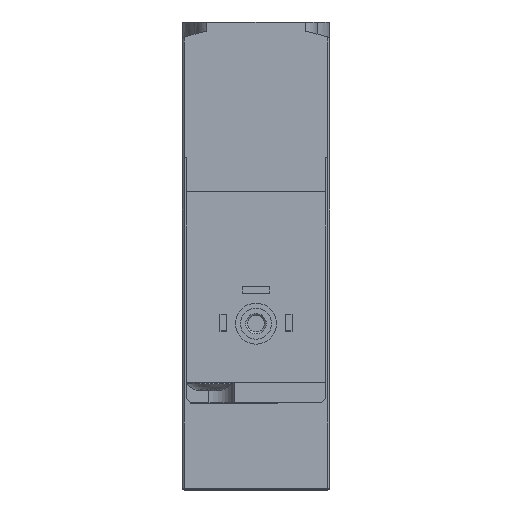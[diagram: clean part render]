
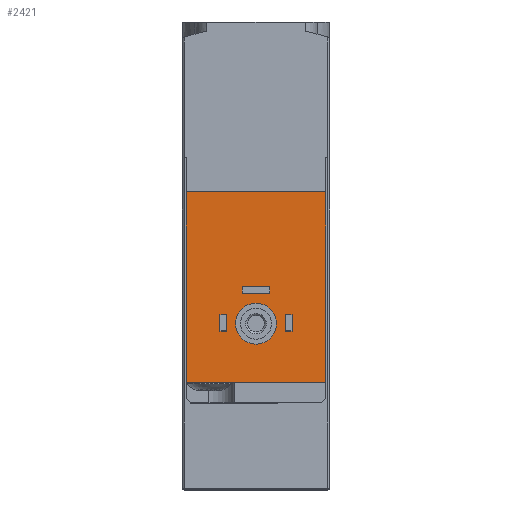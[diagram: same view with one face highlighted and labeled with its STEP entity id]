
A CAD part, top view. The second image highlights one B-rep face of the part: STEP entity #2421.
In plain terms, the highlighted face is planar.
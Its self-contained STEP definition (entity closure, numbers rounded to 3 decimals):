
#87=PLANE('',#2670);
#236=CIRCLE('',#2671,2.5);
#517=ORIENTED_EDGE('',*,*,#1106,.F.);
#518=ORIENTED_EDGE('',*,*,#1107,.T.);
#519=ORIENTED_EDGE('',*,*,#1108,.T.);
#520=ORIENTED_EDGE('',*,*,#1109,.T.);
#521=ORIENTED_EDGE('',*,*,#1110,.T.);
#522=ORIENTED_EDGE('',*,*,#1111,.T.);
#523=ORIENTED_EDGE('',*,*,#1112,.T.);
#524=ORIENTED_EDGE('',*,*,#1113,.T.);
#525=ORIENTED_EDGE('',*,*,#1114,.T.);
#526=ORIENTED_EDGE('',*,*,#1115,.T.);
#527=ORIENTED_EDGE('',*,*,#1116,.T.);
#528=ORIENTED_EDGE('',*,*,#1117,.T.);
#529=ORIENTED_EDGE('',*,*,#1118,.T.);
#530=ORIENTED_EDGE('',*,*,#1074,.T.);
#531=ORIENTED_EDGE('',*,*,#1119,.T.);
#532=ORIENTED_EDGE('',*,*,#1087,.T.);
#533=ORIENTED_EDGE('',*,*,#1120,.T.);
#1074=EDGE_CURVE('',#1383,#1381,#1552,.T.);
#1087=EDGE_CURVE('',#1395,#1394,#1565,.T.);
#1106=EDGE_CURVE('',#1412,#1412,#236,.F.);
#1107=EDGE_CURVE('',#1413,#1414,#1577,.T.);
#1108=EDGE_CURVE('',#1414,#1415,#1578,.T.);
#1109=EDGE_CURVE('',#1415,#1416,#1579,.T.);
#1110=EDGE_CURVE('',#1416,#1413,#1580,.T.);
#1111=EDGE_CURVE('',#1417,#1418,#1581,.T.);
#1112=EDGE_CURVE('',#1418,#1419,#1582,.T.);
#1113=EDGE_CURVE('',#1419,#1420,#1583,.T.);
#1114=EDGE_CURVE('',#1420,#1417,#1584,.T.);
#1115=EDGE_CURVE('',#1421,#1422,#1585,.T.);
#1116=EDGE_CURVE('',#1422,#1423,#1586,.T.);
#1117=EDGE_CURVE('',#1423,#1424,#1587,.T.);
#1118=EDGE_CURVE('',#1424,#1421,#1588,.T.);
#1119=EDGE_CURVE('',#1381,#1395,#1589,.T.);
#1120=EDGE_CURVE('',#1394,#1383,#1590,.T.);
#1381=VERTEX_POINT('',#3986);
#1383=VERTEX_POINT('',#3989);
#1394=VERTEX_POINT('',#4013);
#1395=VERTEX_POINT('',#4015);
#1412=VERTEX_POINT('',#4073);
#1413=VERTEX_POINT('',#4075);
#1414=VERTEX_POINT('',#4076);
#1415=VERTEX_POINT('',#4078);
#1416=VERTEX_POINT('',#4080);
#1417=VERTEX_POINT('',#4083);
#1418=VERTEX_POINT('',#4084);
#1419=VERTEX_POINT('',#4086);
#1420=VERTEX_POINT('',#4088);
#1421=VERTEX_POINT('',#4091);
#1422=VERTEX_POINT('',#4092);
#1423=VERTEX_POINT('',#4094);
#1424=VERTEX_POINT('',#4096);
#1552=LINE('',#3988,#1732);
#1565=LINE('',#4014,#1745);
#1577=LINE('',#4074,#1757);
#1578=LINE('',#4077,#1758);
#1579=LINE('',#4079,#1759);
#1580=LINE('',#4081,#1760);
#1581=LINE('',#4082,#1761);
#1582=LINE('',#4085,#1762);
#1583=LINE('',#4087,#1763);
#1584=LINE('',#4089,#1764);
#1585=LINE('',#4090,#1765);
#1586=LINE('',#4093,#1766);
#1587=LINE('',#4095,#1767);
#1588=LINE('',#4097,#1768);
#1589=LINE('',#4098,#1769);
#1590=LINE('',#4099,#1770);
#1732=VECTOR('',#3078,1000.);
#1745=VECTOR('',#3093,1000.);
#1757=VECTOR('',#3121,1000.);
#1758=VECTOR('',#3122,1000.);
#1759=VECTOR('',#3123,1000.);
#1760=VECTOR('',#3124,1000.);
#1761=VECTOR('',#3125,1000.);
#1762=VECTOR('',#3126,1000.);
#1763=VECTOR('',#3127,1000.);
#1764=VECTOR('',#3128,1000.);
#1765=VECTOR('',#3129,1000.);
#1766=VECTOR('',#3130,1000.);
#1767=VECTOR('',#3131,1000.);
#1768=VECTOR('',#3132,1000.);
#1769=VECTOR('',#3133,1000.);
#1770=VECTOR('',#3134,1000.);
#1964=EDGE_LOOP('',(#517));
#1965=EDGE_LOOP('',(#518,#519,#520,#521));
#1966=EDGE_LOOP('',(#522,#523,#524,#525));
#1967=EDGE_LOOP('',(#526,#527,#528,#529));
#1968=EDGE_LOOP('',(#530,#531,#532,#533));
#2181=FACE_BOUND('',#1964,.T.);
#2182=FACE_BOUND('',#1965,.T.);
#2183=FACE_BOUND('',#1966,.T.);
#2184=FACE_BOUND('',#1967,.T.);
#2185=FACE_BOUND('',#1968,.T.);
#2421=ADVANCED_FACE('',(#2181,#2182,#2183,#2184,#2185),#87,.F.);
#2670=AXIS2_PLACEMENT_3D('',#4071,#3117,#3118);
#2671=AXIS2_PLACEMENT_3D('',#4072,#3119,#3120);
#3078=DIRECTION('',(0.,-1.,0.));
#3093=DIRECTION('',(0.,1.,0.));
#3117=DIRECTION('',(1.,0.,0.));
#3118=DIRECTION('',(0.,0.,-1.));
#3119=DIRECTION('',(1.,0.,0.));
#3120=DIRECTION('',(0.,0.,-1.));
#3121=DIRECTION('',(0.,1.,0.));
#3122=DIRECTION('',(0.,0.,1.));
#3123=DIRECTION('',(0.,-1.,0.));
#3124=DIRECTION('',(0.,0.,-1.));
#3125=DIRECTION('',(0.,1.,0.));
#3126=DIRECTION('',(0.,0.,1.));
#3127=DIRECTION('',(0.,-1.,0.));
#3128=DIRECTION('',(0.,0.,-1.));
#3129=DIRECTION('',(0.,1.,0.));
#3130=DIRECTION('',(0.,0.,1.));
#3131=DIRECTION('',(0.,-1.,0.));
#3132=DIRECTION('',(0.,0.,-1.));
#3133=DIRECTION('',(0.,0.,1.));
#3134=DIRECTION('',(0.,0.,-1.));
#3986=CARTESIAN_POINT('',(0.,12.9,-8.5));
#3988=CARTESIAN_POINT('',(0.,40.4,-8.5));
#3989=CARTESIAN_POINT('',(0.,36.15,-8.5));
#4013=CARTESIAN_POINT('',(0.,36.15,8.5));
#4014=CARTESIAN_POINT('',(0.,10.9,8.5));
#4015=CARTESIAN_POINT('',(0.,12.9,8.5));
#4071=CARTESIAN_POINT('',(0.,56.9,-8.75));
#4072=CARTESIAN_POINT('',(0.,20.05,0.));
#4073=CARTESIAN_POINT('',(0.,20.05,-2.5));
#4074=CARTESIAN_POINT('',(0.,19.15,3.6));
#4075=CARTESIAN_POINT('',(0.,19.15,3.6));
#4076=CARTESIAN_POINT('',(0.,21.15,3.6));
#4077=CARTESIAN_POINT('',(0.,21.15,3.6));
#4078=CARTESIAN_POINT('',(0.,21.15,4.4));
#4079=CARTESIAN_POINT('',(0.,21.15,4.4));
#4080=CARTESIAN_POINT('',(0.,19.15,4.4));
#4081=CARTESIAN_POINT('',(0.,19.15,4.4));
#4082=CARTESIAN_POINT('',(0.,19.15,-4.4));
#4083=CARTESIAN_POINT('',(0.,19.15,-4.4));
#4084=CARTESIAN_POINT('',(0.,21.15,-4.4));
#4085=CARTESIAN_POINT('',(0.,21.15,-4.4));
#4086=CARTESIAN_POINT('',(0.,21.15,-3.6));
#4087=CARTESIAN_POINT('',(0.,21.15,-3.6));
#4088=CARTESIAN_POINT('',(0.,19.15,-3.6));
#4089=CARTESIAN_POINT('',(0.,19.15,-3.6));
#4090=CARTESIAN_POINT('',(0.,23.75,-1.65));
#4091=CARTESIAN_POINT('',(0.,23.75,-1.65));
#4092=CARTESIAN_POINT('',(0.,24.55,-1.65));
#4093=CARTESIAN_POINT('',(0.,24.55,-1.65));
#4094=CARTESIAN_POINT('',(0.,24.55,1.65));
#4095=CARTESIAN_POINT('',(0.,24.55,1.65));
#4096=CARTESIAN_POINT('',(0.,23.75,1.65));
#4097=CARTESIAN_POINT('',(0.,23.75,1.65));
#4098=CARTESIAN_POINT('',(0.,12.9,-10.));
#4099=CARTESIAN_POINT('',(0.,36.15,8.75));
